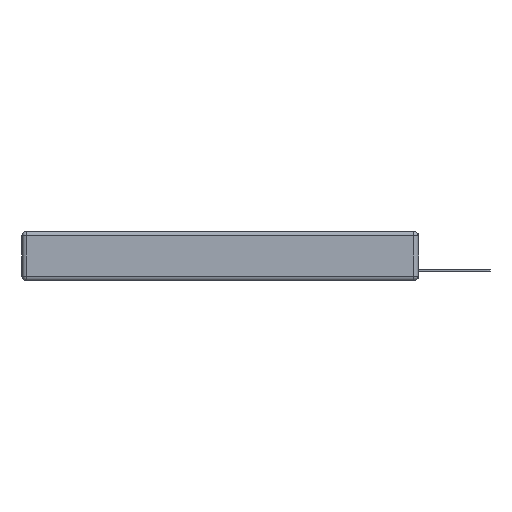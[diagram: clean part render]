
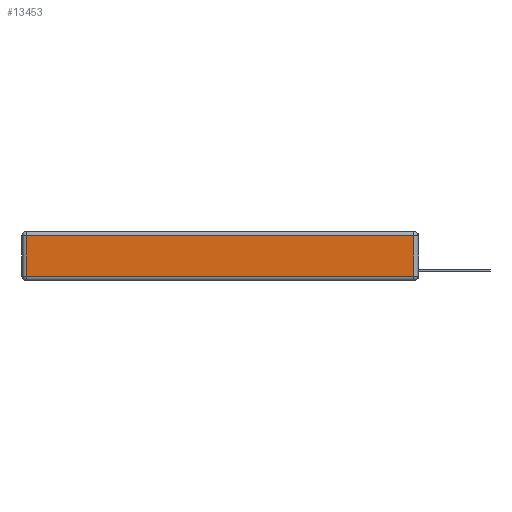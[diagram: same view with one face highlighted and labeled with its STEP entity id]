
A CAD part, left-side view. The second image highlights one B-rep face of the part: STEP entity #13453.
In plain terms, the highlighted planar face has unit normal (-1, 0, 0).
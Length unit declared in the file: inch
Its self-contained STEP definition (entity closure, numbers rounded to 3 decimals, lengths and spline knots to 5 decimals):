
#594 = CARTESIAN_POINT ( 'NONE',  ( 0., 0., -0.343 ) ) ;
#928 = FACE_OUTER_BOUND ( 'NONE', #7157, .T. ) ;
#1266 = CARTESIAN_POINT ( 'NONE',  ( 0., 0., -0.313 ) ) ;
#1333 = LINE ( 'NONE', #13442, #15388 ) ;
#2627 = VECTOR ( 'NONE', #22154, 39.37008 ) ;
#4704 = LINE ( 'NONE', #1266, #16609 ) ;
#5216 = EDGE_CURVE ( 'NONE', #8249, #19015, #4704, .T. ) ;
#5927 = VECTOR ( 'NONE', #19646, 39.37008 ) ;
#7157 = EDGE_LOOP ( 'NONE', ( #15979, #19069, #8097, #11412 ) ) ;
#8024 = VERTEX_POINT ( 'NONE', #12215 ) ;
#8097 = ORIENTED_EDGE ( 'NONE', *, *, #15722, .T. ) ;
#8249 = VERTEX_POINT ( 'NONE', #13423 ) ;
#9013 = LINE ( 'NONE', #14169, #5927 ) ;
#11412 = ORIENTED_EDGE ( 'NONE', *, *, #16707, .T. ) ;
#11426 = DIRECTION ( 'NONE',  ( -1., 0., 0. ) ) ;
#12215 = CARTESIAN_POINT ( 'NONE',  ( 0., 2.72, -0.03 ) ) ;
#12779 = AXIS2_PLACEMENT_3D ( 'NONE', #594, #11426, #21848 ) ;
#13423 = CARTESIAN_POINT ( 'NONE',  ( 0., 2.72, -0.313 ) ) ;
#13442 = CARTESIAN_POINT ( 'NONE',  ( 0., 2.75, -0.03 ) ) ;
#13453 = ADVANCED_FACE ( 'NONE', ( #928 ), #18425, .T. ) ;
#13540 = CARTESIAN_POINT ( 'NONE',  ( 0., 0.03, -0.03 ) ) ;
#14169 = CARTESIAN_POINT ( 'NONE',  ( 0., 2.72, -0.343 ) ) ;
#15388 = VECTOR ( 'NONE', #22483, 39.37008 ) ;
#15722 = EDGE_CURVE ( 'NONE', #18786, #8024, #1333, .T. ) ;
#15979 = ORIENTED_EDGE ( 'NONE', *, *, #5216, .T. ) ;
#16609 = VECTOR ( 'NONE', #18644, 39.37008 ) ;
#16707 = EDGE_CURVE ( 'NONE', #8024, #8249, #9013, .T. ) ;
#17061 = EDGE_CURVE ( 'NONE', #19015, #18786, #18596, .T. ) ;
#17989 = CARTESIAN_POINT ( 'NONE',  ( 0., 0.03, -0.313 ) ) ;
#18425 = PLANE ( 'NONE',  #12779 ) ;
#18596 = LINE ( 'NONE', #18946, #2627 ) ;
#18644 = DIRECTION ( 'NONE',  ( 0., -1., 0. ) ) ;
#18786 = VERTEX_POINT ( 'NONE', #13540 ) ;
#18946 = CARTESIAN_POINT ( 'NONE',  ( 0., 0.03, -0.343 ) ) ;
#19015 = VERTEX_POINT ( 'NONE', #17989 ) ;
#19069 = ORIENTED_EDGE ( 'NONE', *, *, #17061, .T. ) ;
#19646 = DIRECTION ( 'NONE',  ( 0., 0., -1. ) ) ;
#21848 = DIRECTION ( 'NONE',  ( 0., 0., 1. ) ) ;
#22154 = DIRECTION ( 'NONE',  ( 0., 0., 1. ) ) ;
#22483 = DIRECTION ( 'NONE',  ( 0., 1., 0. ) ) ;
